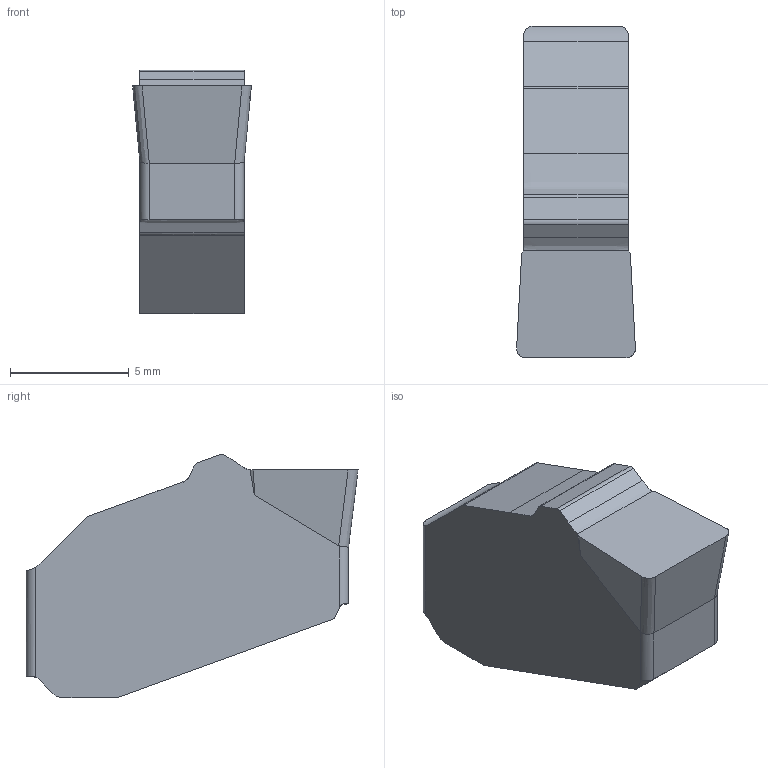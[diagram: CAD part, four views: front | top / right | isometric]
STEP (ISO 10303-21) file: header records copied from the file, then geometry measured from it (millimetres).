
FILE_DESCRIPTION(/* description */ (''),/* implementation_level */ '2;1');
FILE_NAME(/* name */ 'aaa338968_a.stp',/* time_stamp */ '2019-09-27T13:53:25+02:00',/* author */ (''),/* organization */ ('SMS'),/* preprocessor_version */ 'ST-DEVELOPER v16.7',/* originating_system */ 'SIEMENS PLM Software NX 12.0',/* authorisation */ '');
FILE_SCHEMA (('AUTOMOTIVE_DESIGN { 1 0 10303 214 3 1 1 1 }'));
Length unit declared in the file: millimetre
Products named in the file (1): AAA338968_A
Bounding box: 5.01 x 14 x 10.26 mm (x, y, z)
Volume: 443.4 mm3; surface area: 379.7 mm2
Topology: 1 solids, 1 shells, 35 faces, 100 edges, 70 vertices
Faces by surface type: plane 15, cylinder 11, extrusion 5, bspline 4
Entity records: 1825 total; most frequent: CARTESIAN_POINT 925, ORIENTED_EDGE 198, DIRECTION 143, EDGE_CURVE 99, VERTEX_POINT 66, VECTOR 51, LINE 46, AXIS2_PLACEMENT_3D 46
